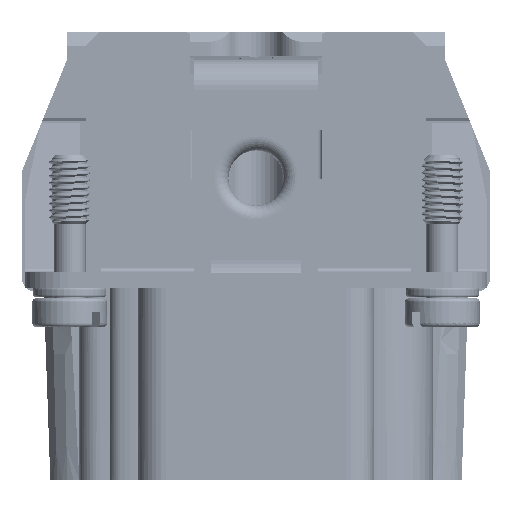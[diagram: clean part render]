
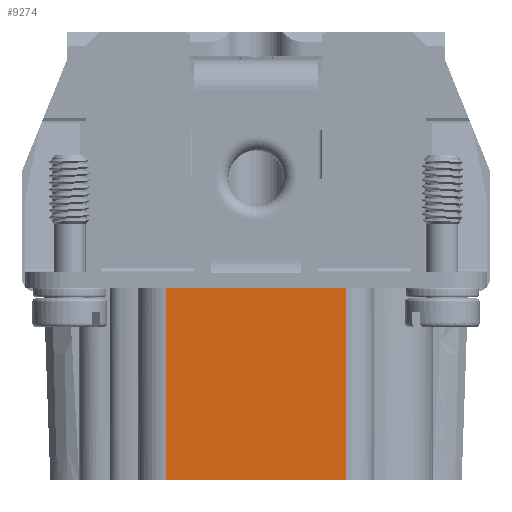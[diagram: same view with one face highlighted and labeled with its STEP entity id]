
A CAD part, left-side view. The second image highlights one B-rep face of the part: STEP entity #9274.
In plain terms, the highlighted planar face has unit normal (-1, 0, 0).
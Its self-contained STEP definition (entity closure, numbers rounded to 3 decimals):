
#2624=PLANE('',#92358);
#5060=FACE_OUTER_BOUND('',#17775,.T.);
#9274=ADVANCED_FACE('',(#5060),#2624,.T.);
#17775=EDGE_LOOP('',(#44576,#44577,#44578,#44579));
#26077=LINE('',#121310,#32261);
#28308=LINE('',#133787,#34492);
#28309=LINE('',#133792,#34493);
#28310=LINE('',#133794,#34494);
#32261=VECTOR('',#98318,1.);
#34492=VECTOR('',#104189,1.);
#34493=VECTOR('',#104196,1.);
#34494=VECTOR('',#104197,1.);
#44576=ORIENTED_EDGE('',*,*,#77694,.T.);
#44577=ORIENTED_EDGE('',*,*,#74472,.F.);
#44578=ORIENTED_EDGE('',*,*,#77691,.F.);
#44579=ORIENTED_EDGE('',*,*,#77695,.F.);
#65414=VERTEX_POINT('',#121309);
#65415=VERTEX_POINT('',#121311);
#67758=VERTEX_POINT('',#133788);
#67759=VERTEX_POINT('',#133793);
#74472=EDGE_CURVE('',#65414,#65415,#26077,.T.);
#77691=EDGE_CURVE('',#67758,#65414,#28308,.T.);
#77694=EDGE_CURVE('',#67759,#65415,#28309,.T.);
#77695=EDGE_CURVE('',#67759,#67758,#28310,.T.);
#92358=AXIS2_PLACEMENT_3D('',#133795,#104198,#104199);
#98318=DIRECTION('',(0.,-1.,0.));
#104189=DIRECTION('',(0.,0.,1.));
#104196=DIRECTION('',(0.,0.,1.));
#104197=DIRECTION('',(0.,1.,0.));
#104198=DIRECTION('',(-1.,0.,0.));
#104199=DIRECTION('',(0.,0.,1.));
#121309=CARTESIAN_POINT('',(-55.65,6.55,16.3));
#121310=CARTESIAN_POINT('',(-55.65,0.,16.3));
#121311=CARTESIAN_POINT('',(-55.65,-6.55,16.3));
#133787=CARTESIAN_POINT('',(-55.65,6.55,2.65));
#133788=CARTESIAN_POINT('',(-55.65,6.55,2.45));
#133792=CARTESIAN_POINT('',(-55.65,-6.55,2.65));
#133793=CARTESIAN_POINT('',(-55.65,-6.55,2.45));
#133794=CARTESIAN_POINT('',(-55.65,0.,2.45));
#133795=CARTESIAN_POINT('',(-55.65,-8.55,2.45));
